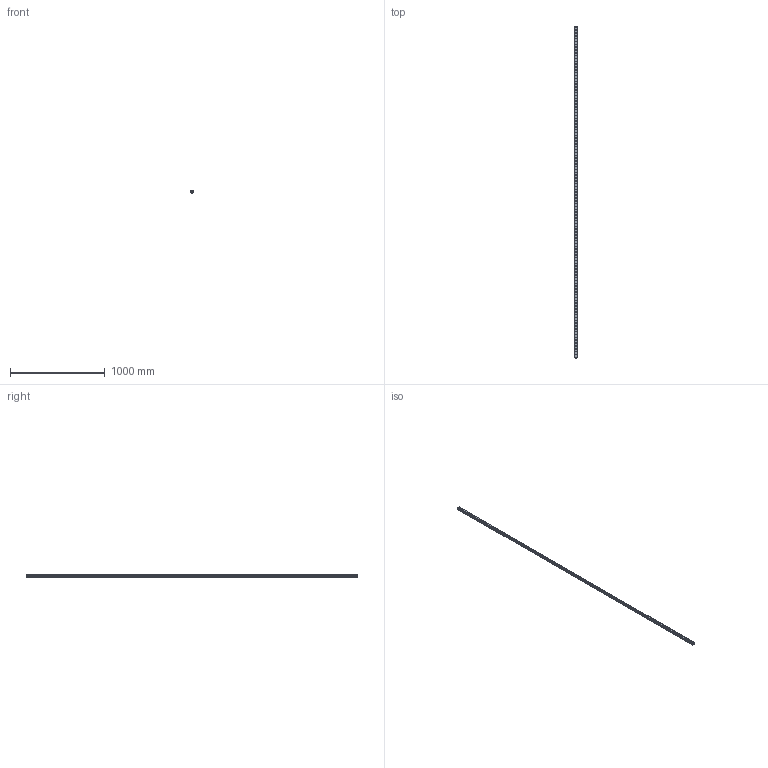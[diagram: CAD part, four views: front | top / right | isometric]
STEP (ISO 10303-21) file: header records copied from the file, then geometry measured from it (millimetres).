
FILE_DESCRIPTION(('STEP AP214'),'1');
FILE_NAME('cctmp_338CDB09-026E-40DB-AEB0-D841C7F19AD9_2021_03_10_12_21_20_0668..stp','2021-03-10T11:21:21',('HIWIN GmbH'),('CADClick - www.CADClick.com'),'Spatial InterOp 3D',' ','unknown authorization');
FILE_SCHEMA(('AUTOMOTIVE_DESIGN'));
Length unit declared in the file: millimetre
Products named in the file (1): RGR25R3500H_FILE
Bounding box: 23 x 3500 x 23.6 mm (x, y, z)
Volume: 1403119.6 mm3; surface area: 434409.6 mm2
Topology: 1 solids, 1 shells, 1170 faces, 2439 edges, 1626 vertices
Faces by surface type: cylinder 720, plane 450
Entity records: 41227 total; most frequent: DIRECTION 6221, CARTESIAN_POINT 5236, ORIENTED_EDGE 4878, AXIS2_PLACEMENT_3D 2611, EDGE_CURVE 2439, VERTEX_POINT 1626, EDGE_LOOP 1525, CIRCLE 1440
